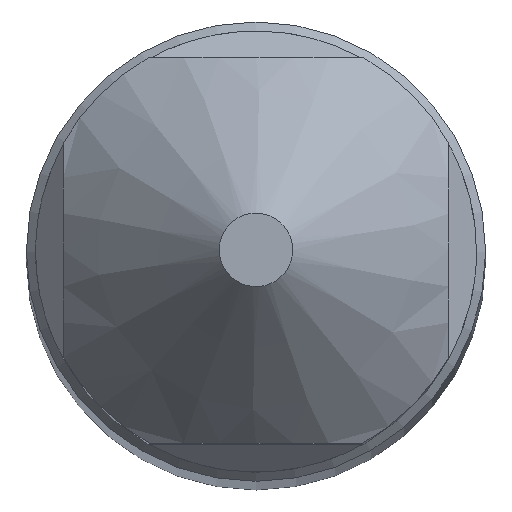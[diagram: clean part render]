
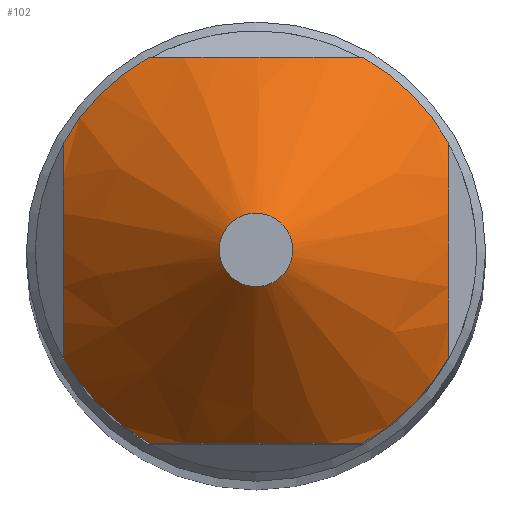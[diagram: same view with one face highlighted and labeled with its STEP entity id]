
A CAD part, top view. The second image highlights one B-rep face of the part: STEP entity #102.
In plain terms, the highlighted conical face has half-angle 45 degrees and reference radius 0.2 mm.
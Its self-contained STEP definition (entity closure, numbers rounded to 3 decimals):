
#96=CONICAL_SURFACE('',#378,0.2,45.);
#102=ADVANCED_FACE('',(#130,#131),#96,.T.);
#130=FACE_BOUND('',#148,.T.);
#131=FACE_BOUND('',#149,.T.);
#148=EDGE_LOOP('',(#193));
#149=EDGE_LOOP('',(#194,#195,#196,#197,#198,#199,#200,#201));
#193=ORIENTED_EDGE('',*,*,#286,.F.);
#194=ORIENTED_EDGE('',*,*,#273,.T.);
#195=ORIENTED_EDGE('',*,*,#287,.T.);
#196=ORIENTED_EDGE('',*,*,#285,.T.);
#197=ORIENTED_EDGE('',*,*,#288,.T.);
#198=ORIENTED_EDGE('',*,*,#281,.T.);
#199=ORIENTED_EDGE('',*,*,#289,.T.);
#200=ORIENTED_EDGE('',*,*,#277,.T.);
#201=ORIENTED_EDGE('',*,*,#290,.T.);
#245=VERTEX_POINT('',#537);
#247=VERTEX_POINT('',#541);
#248=VERTEX_POINT('',#543);
#251=VERTEX_POINT('',#549);
#252=VERTEX_POINT('',#551);
#255=VERTEX_POINT('',#557);
#256=VERTEX_POINT('',#559);
#259=VERTEX_POINT('',#565);
#260=VERTEX_POINT('',#569);
#273=EDGE_CURVE('',#248,#247,#304,.T.);
#277=EDGE_CURVE('',#252,#251,#305,.T.);
#281=EDGE_CURVE('',#256,#255,#306,.T.);
#285=EDGE_CURVE('',#245,#259,#307,.T.);
#286=EDGE_CURVE('',#260,#260,#308,.T.);
#287=EDGE_CURVE('',#247,#245,#323,.T.);
#288=EDGE_CURVE('',#259,#256,#324,.T.);
#289=EDGE_CURVE('',#255,#252,#325,.T.);
#290=EDGE_CURVE('',#251,#248,#326,.T.);
#304=CIRCLE('',#369,1.2);
#305=CIRCLE('',#371,1.2);
#306=CIRCLE('',#373,1.2);
#307=CIRCLE('',#375,1.2);
#308=CIRCLE('',#377,0.2);
#323=B_SPLINE_CURVE_WITH_KNOTS('',3,(#570,#571,#572,#573),.UNSPECIFIED.,
 .F.,.F.,(4,4),(0.,1.),.UNSPECIFIED.);
#324=B_SPLINE_CURVE_WITH_KNOTS('',3,(#574,#575,#576,#577),.UNSPECIFIED.,
 .F.,.F.,(4,4),(0.,1.),.UNSPECIFIED.);
#325=B_SPLINE_CURVE_WITH_KNOTS('',3,(#578,#579,#580,#581),.UNSPECIFIED.,
 .F.,.F.,(4,4),(0.,1.),.UNSPECIFIED.);
#326=B_SPLINE_CURVE_WITH_KNOTS('',3,(#582,#583,#584,#585),.UNSPECIFIED.,
 .F.,.F.,(4,4),(0.,1.),.UNSPECIFIED.);
#369=AXIS2_PLACEMENT_3D('',#542,#425,#426);
#371=AXIS2_PLACEMENT_3D('',#550,#431,#432);
#373=AXIS2_PLACEMENT_3D('',#558,#437,#438);
#375=AXIS2_PLACEMENT_3D('',#566,#443,#444);
#377=AXIS2_PLACEMENT_3D('',#568,#447,#448);
#378=AXIS2_PLACEMENT_3D('',#586,#449,#450);
#425=DIRECTION('',(0.,0.,1.));
#426=DIRECTION('',(-1.,0.,0.));
#431=DIRECTION('',(0.,0.,1.));
#432=DIRECTION('',(-1.,0.,0.));
#437=DIRECTION('',(0.,0.,1.));
#438=DIRECTION('',(-1.,0.,0.));
#443=DIRECTION('',(0.,0.,1.));
#444=DIRECTION('',(-1.,0.,0.));
#447=DIRECTION('',(0.,0.,1.));
#448=DIRECTION('',(1.,0.,0.));
#449=DIRECTION('',(0.,0.,-1.));
#450=DIRECTION('',(-1.,0.,0.));
#537=CARTESIAN_POINT('',(1.05,0.581,-1.));
#541=CARTESIAN_POINT('',(1.05,-0.581,-1.));
#542=CARTESIAN_POINT('',(0.,0.,-1.));
#543=CARTESIAN_POINT('',(0.581,-1.05,-1.));
#549=CARTESIAN_POINT('',(-0.581,-1.05,-1.));
#550=CARTESIAN_POINT('',(0.,0.,-1.));
#551=CARTESIAN_POINT('',(-1.05,-0.581,-1.));
#557=CARTESIAN_POINT('',(-1.05,0.581,-1.));
#558=CARTESIAN_POINT('',(0.,0.,-1.));
#559=CARTESIAN_POINT('',(-0.581,1.05,-1.));
#565=CARTESIAN_POINT('',(0.581,1.05,-1.));
#566=CARTESIAN_POINT('',(0.,0.,-1.));
#568=CARTESIAN_POINT('',(0.,0.,0.));
#569=CARTESIAN_POINT('',(0.2,0.,0.));
#570=CARTESIAN_POINT('',(1.05,-0.581,-1.));
#571=CARTESIAN_POINT('',(1.05,-0.217,-0.824));
#572=CARTESIAN_POINT('',(1.05,0.218,-0.824));
#573=CARTESIAN_POINT('',(1.05,0.581,-1.));
#574=CARTESIAN_POINT('',(0.581,1.05,-1.));
#575=CARTESIAN_POINT('',(0.217,1.05,-0.824));
#576=CARTESIAN_POINT('',(-0.218,1.05,-0.824));
#577=CARTESIAN_POINT('',(-0.581,1.05,-1.));
#578=CARTESIAN_POINT('',(-1.05,0.581,-1.));
#579=CARTESIAN_POINT('',(-1.05,0.218,-0.824));
#580=CARTESIAN_POINT('',(-1.05,-0.217,-0.824));
#581=CARTESIAN_POINT('',(-1.05,-0.581,-1.));
#582=CARTESIAN_POINT('',(-0.581,-1.05,-1.));
#583=CARTESIAN_POINT('',(-0.218,-1.05,-0.824));
#584=CARTESIAN_POINT('',(0.217,-1.05,-0.824));
#585=CARTESIAN_POINT('',(0.581,-1.05,-1.));
#586=CARTESIAN_POINT('',(0.,0.,0.));
